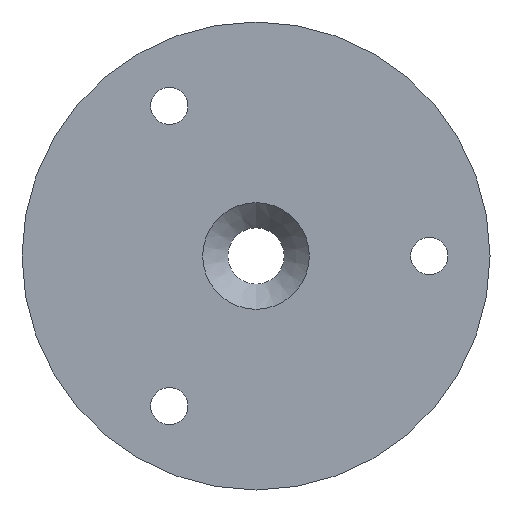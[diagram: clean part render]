
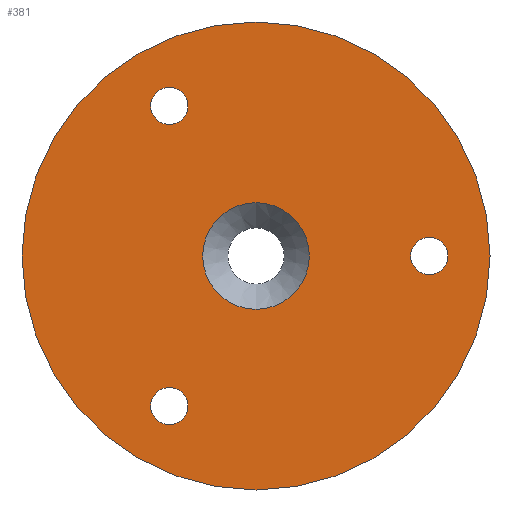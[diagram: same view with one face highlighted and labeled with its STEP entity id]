
A CAD part, front view. The second image highlights one B-rep face of the part: STEP entity #381.
In plain terms, the highlighted planar face has unit normal (0, -1, 0).
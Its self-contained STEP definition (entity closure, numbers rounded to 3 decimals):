
#16 = EDGE_CURVE ( 'NONE', #17, #55, #477, .T. ) ;
#17 = VERTEX_POINT ( 'NONE', #473 ) ;
#55 = VERTEX_POINT ( 'NONE', #521 ) ;
#69 = EDGE_CURVE ( 'NONE', #70, #71, #711, .T. ) ;
#70 = VERTEX_POINT ( 'NONE', #706 ) ;
#71 = VERTEX_POINT ( 'NONE', #705 ) ;
#106 = VERTEX_POINT ( 'NONE', #610 ) ;
#107 = VERTEX_POINT ( 'NONE', #609 ) ;
#161 = VERTEX_POINT ( 'NONE', #604 ) ;
#163 = EDGE_CURVE ( 'NONE', #161, #164, #603, .T. ) ;
#164 = VERTEX_POINT ( 'NONE', #598 ) ;
#170 = EDGE_CURVE ( 'NONE', #106, #107, #586, .T. ) ;
#185 = EDGE_CURVE ( 'NONE', #207, #208, #694, .T. ) ;
#207 = VERTEX_POINT ( 'NONE', #950 ) ;
#208 = VERTEX_POINT ( 'NONE', #949 ) ;
#225 = EDGE_LOOP ( 'NONE', ( #377, #429 ) ) ;
#327 = EDGE_CURVE ( 'NONE', #55, #17, #782, .T. ) ;
#328 = ORIENTED_EDGE ( 'NONE', *, *, #16, .T. ) ;
#329 = EDGE_LOOP ( 'NONE', ( #330, #331 ) ) ;
#330 = ORIENTED_EDGE ( 'NONE', *, *, #358, .F. ) ;
#331 = ORIENTED_EDGE ( 'NONE', *, *, #185, .F. ) ;
#339 = ORIENTED_EDGE ( 'NONE', *, *, #340, .F. ) ;
#340 = EDGE_CURVE ( 'NONE', #164, #161, #766, .T. ) ;
#358 = EDGE_CURVE ( 'NONE', #208, #207, #832, .T. ) ;
#377 = ORIENTED_EDGE ( 'NONE', *, *, #378, .T. ) ;
#378 = EDGE_CURVE ( 'NONE', #107, #106, #906, .T. ) ;
#379 = EDGE_LOOP ( 'NONE', ( #430, #390 ) ) ;
#381 = ADVANCED_FACE ( 'NONE', ( #901, #900, #899, #898, #897 ), #896, .F. ) ;
#382 = EDGE_LOOP ( 'NONE', ( #339, #393 ) ) ;
#390 = ORIENTED_EDGE ( 'NONE', *, *, #69, .T. ) ;
#391 = EDGE_LOOP ( 'NONE', ( #392, #328 ) ) ;
#392 = ORIENTED_EDGE ( 'NONE', *, *, #327, .T. ) ;
#393 = ORIENTED_EDGE ( 'NONE', *, *, #163, .F. ) ;
#429 = ORIENTED_EDGE ( 'NONE', *, *, #170, .T. ) ;
#430 = ORIENTED_EDGE ( 'NONE', *, *, #431, .T. ) ;
#431 = EDGE_CURVE ( 'NONE', #71, #70, #862, .T. ) ;
#473 = CARTESIAN_POINT ( 'NONE',  ( 20., 0., -2.15 ) ) ;
#474 = DIRECTION ( 'NONE',  ( 0., 0., 1. ) ) ;
#475 = DIRECTION ( 'NONE',  ( 0., 1., 0. ) ) ;
#476 = AXIS2_PLACEMENT_3D ( 'NONE', #483, #475, #474 ) ;
#477 = CIRCLE ( 'NONE', #476, 2.15 ) ;
#483 = CARTESIAN_POINT ( 'NONE',  ( 20., 0., 0. ) ) ;
#521 = CARTESIAN_POINT ( 'NONE',  ( 20., 0., 2.15 ) ) ;
#583 = DIRECTION ( 'NONE',  ( 0., 0., 1. ) ) ;
#584 = DIRECTION ( 'NONE',  ( 0., 1., 0. ) ) ;
#585 = AXIS2_PLACEMENT_3D ( 'NONE', #592, #584, #583 ) ;
#586 = CIRCLE ( 'NONE', #585, 2.15 ) ;
#592 = CARTESIAN_POINT ( 'NONE',  ( -10., 0., 17.321 ) ) ;
#598 = CARTESIAN_POINT ( 'NONE',  ( 0., 0., -6.15 ) ) ;
#599 = DIRECTION ( 'NONE',  ( 0., 0., -1. ) ) ;
#600 = DIRECTION ( 'NONE',  ( 0., -1., 0. ) ) ;
#601 = CARTESIAN_POINT ( 'NONE',  ( 0., 0., 0. ) ) ;
#602 = AXIS2_PLACEMENT_3D ( 'NONE', #601, #600, #599 ) ;
#603 = CIRCLE ( 'NONE', #602, 6.15 ) ;
#604 = CARTESIAN_POINT ( 'NONE',  ( 0., 0., 6.15 ) ) ;
#609 = CARTESIAN_POINT ( 'NONE',  ( -10., 0., 19.471 ) ) ;
#610 = CARTESIAN_POINT ( 'NONE',  ( -10., 0., 15.171 ) ) ;
#690 = DIRECTION ( 'NONE',  ( 0., 0., 1. ) ) ;
#691 = DIRECTION ( 'NONE',  ( 0., 1., 0. ) ) ;
#692 = CARTESIAN_POINT ( 'NONE',  ( 0., 0., 0. ) ) ;
#693 = AXIS2_PLACEMENT_3D ( 'NONE', #692, #691, #690 ) ;
#694 = CIRCLE ( 'NONE', #693, 27. ) ;
#705 = CARTESIAN_POINT ( 'NONE',  ( -10., 0., -15.171 ) ) ;
#706 = CARTESIAN_POINT ( 'NONE',  ( -10., 0., -19.471 ) ) ;
#707 = DIRECTION ( 'NONE',  ( 0., 0., 1. ) ) ;
#708 = DIRECTION ( 'NONE',  ( 0., 1., 0. ) ) ;
#709 = CARTESIAN_POINT ( 'NONE',  ( -10., 0., -17.321 ) ) ;
#710 = AXIS2_PLACEMENT_3D ( 'NONE', #709, #708, #707 ) ;
#711 = CIRCLE ( 'NONE', #710, 2.15 ) ;
#762 = DIRECTION ( 'NONE',  ( 0., 0., -1. ) ) ;
#763 = DIRECTION ( 'NONE',  ( 0., -1., 0. ) ) ;
#764 = CARTESIAN_POINT ( 'NONE',  ( 0., 0., 0. ) ) ;
#765 = AXIS2_PLACEMENT_3D ( 'NONE', #764, #763, #762 ) ;
#766 = CIRCLE ( 'NONE', #765, 6.15 ) ;
#778 = DIRECTION ( 'NONE',  ( 0., 0., 1. ) ) ;
#779 = DIRECTION ( 'NONE',  ( 0., 1., 0. ) ) ;
#780 = CARTESIAN_POINT ( 'NONE',  ( 20., 0., 0. ) ) ;
#781 = AXIS2_PLACEMENT_3D ( 'NONE', #780, #779, #778 ) ;
#782 = CIRCLE ( 'NONE', #781, 2.15 ) ;
#828 = DIRECTION ( 'NONE',  ( 0., 0., 1. ) ) ;
#829 = DIRECTION ( 'NONE',  ( 0., 1., 0. ) ) ;
#830 = CARTESIAN_POINT ( 'NONE',  ( 0., 0., 0. ) ) ;
#831 = AXIS2_PLACEMENT_3D ( 'NONE', #830, #829, #828 ) ;
#832 = CIRCLE ( 'NONE', #831, 27. ) ;
#854 = DIRECTION ( 'NONE',  ( 0., 0., 1. ) ) ;
#855 = DIRECTION ( 'NONE',  ( 0., 1., 0. ) ) ;
#856 = CARTESIAN_POINT ( 'NONE',  ( -10., 0., -17.321 ) ) ;
#857 = AXIS2_PLACEMENT_3D ( 'NONE', #856, #855, #854 ) ;
#862 = CIRCLE ( 'NONE', #857, 2.15 ) ;
#892 = DIRECTION ( 'NONE',  ( 0., 0., 1. ) ) ;
#893 = DIRECTION ( 'NONE',  ( 0., 1., 0. ) ) ;
#894 = CARTESIAN_POINT ( 'NONE',  ( 0., 0., 0. ) ) ;
#895 = AXIS2_PLACEMENT_3D ( 'NONE', #894, #893, #892 ) ;
#896 = PLANE ( 'NONE',  #895 ) ;
#897 = FACE_OUTER_BOUND ( 'NONE', #329, .T. ) ;
#898 = FACE_BOUND ( 'NONE', #391, .T. ) ;
#899 = FACE_BOUND ( 'NONE', #379, .T. ) ;
#900 = FACE_BOUND ( 'NONE', #225, .T. ) ;
#901 = FACE_BOUND ( 'NONE', #382, .T. ) ;
#902 = DIRECTION ( 'NONE',  ( 0., 0., 1. ) ) ;
#903 = DIRECTION ( 'NONE',  ( 0., 1., 0. ) ) ;
#904 = CARTESIAN_POINT ( 'NONE',  ( -10., 0., 17.321 ) ) ;
#905 = AXIS2_PLACEMENT_3D ( 'NONE', #904, #903, #902 ) ;
#906 = CIRCLE ( 'NONE', #905, 2.15 ) ;
#949 = CARTESIAN_POINT ( 'NONE',  ( 0., 0., -27. ) ) ;
#950 = CARTESIAN_POINT ( 'NONE',  ( 0., 0., 27. ) ) ;
